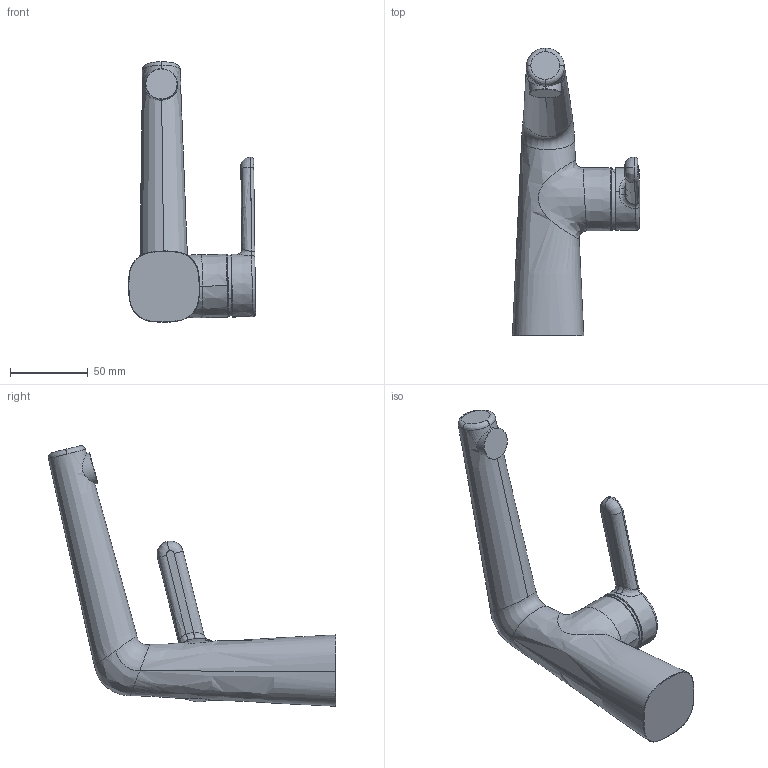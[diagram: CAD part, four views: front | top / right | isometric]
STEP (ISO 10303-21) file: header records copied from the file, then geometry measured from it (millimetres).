
FILE_DESCRIPTION (( 'STEP AP203' ), '1' );
FILE_NAME ('519222830037.STEP', '2017-12-19T05:28:59', ( '' ), ( '' ), 'SwSTEP 2.0', 'SolidWorks 2016', '' );
FILE_SCHEMA (( 'CONFIG_CONTROL_DESIGN' ));
Length unit declared in the file: millimetre
Products named in the file (1): 519222830037
Bounding box: 81.97 x 185.29 x 167.91 mm (x, y, z)
Volume: 334103.5 mm3; surface area: 43630.6 mm2
Topology: 2 solids, 2 shells, 58 faces, 126 edges, 73 vertices
Faces by surface type: bspline 27, plane 10, torus 9, cylinder 6, cone 4, sphere 2
Entity records: 6738 total; most frequent: CARTESIAN_POINT 5572, ORIENTED_EDGE 252, DIRECTION 181, EDGE_CURVE 126, AXIS2_PLACEMENT_3D 78, VERTEX_POINT 73, EDGE_LOOP 59, ADVANCED_FACE 58
